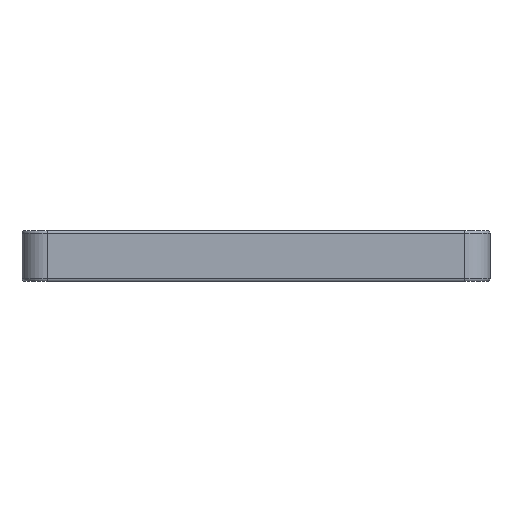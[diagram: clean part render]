
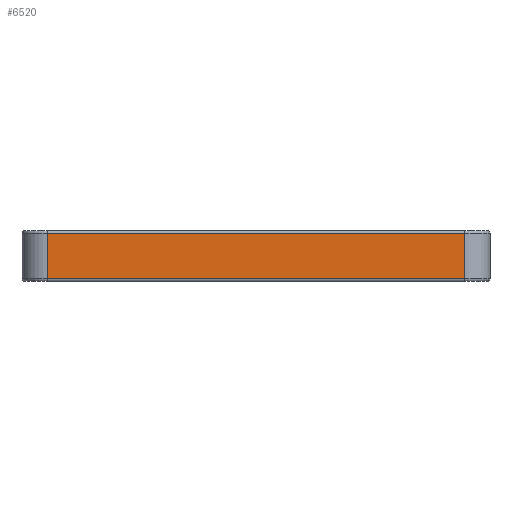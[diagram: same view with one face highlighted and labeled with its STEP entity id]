
A CAD part, front view. The second image highlights one B-rep face of the part: STEP entity #6520.
In plain terms, the highlighted planar face has unit normal (0, -1, 0).
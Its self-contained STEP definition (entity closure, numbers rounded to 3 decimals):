
#412 = LINE ( 'NONE', #9401, #5056 ) ;
#498 = VERTEX_POINT ( 'NONE', #5215 ) ;
#952 = DIRECTION ( 'NONE',  ( 0., 0., 1. ) ) ;
#1396 = ORIENTED_EDGE ( 'NONE', *, *, #8389, .T. ) ;
#1838 = VERTEX_POINT ( 'NONE', #8317 ) ;
#1941 = VERTEX_POINT ( 'NONE', #3332 ) ;
#2401 = DIRECTION ( 'NONE',  ( 0., 1., 0. ) ) ;
#2416 = LINE ( 'NONE', #6454, #5886 ) ;
#2771 = CARTESIAN_POINT ( 'NONE',  ( 41., -58.5, 0.5 ) ) ;
#3081 = ORIENTED_EDGE ( 'NONE', *, *, #3916, .T. ) ;
#3224 = DIRECTION ( 'NONE',  ( 0., 0., 1. ) ) ;
#3233 = CARTESIAN_POINT ( 'NONE',  ( 41., -58.5, 10. ) ) ;
#3300 = ORIENTED_EDGE ( 'NONE', *, *, #3507, .T. ) ;
#3332 = CARTESIAN_POINT ( 'NONE',  ( 41., -58.5, 9.5 ) ) ;
#3489 = DIRECTION ( 'NONE',  ( -1., 0., 0. ) ) ;
#3491 = CARTESIAN_POINT ( 'NONE',  ( 41., -58.5, 0.5 ) ) ;
#3507 = EDGE_CURVE ( 'NONE', #7988, #1941, #4569, .T. ) ;
#3916 = EDGE_CURVE ( 'NONE', #1838, #7988, #4804, .T. ) ;
#4508 = FACE_OUTER_BOUND ( 'NONE', #9252, .T. ) ;
#4569 = LINE ( 'NONE', #3233, #7245 ) ;
#4804 = LINE ( 'NONE', #3491, #9060 ) ;
#4805 = EDGE_CURVE ( 'NONE', #498, #1838, #2416, .T. ) ;
#5056 = VECTOR ( 'NONE', #3489, 1000. ) ;
#5215 = CARTESIAN_POINT ( 'NONE',  ( -41., -58.5, 9.5 ) ) ;
#5886 = VECTOR ( 'NONE', #8650, 1000. ) ;
#6454 = CARTESIAN_POINT ( 'NONE',  ( -41., -58.5, 10. ) ) ;
#6520 = ADVANCED_FACE ( 'NONE', ( #4508 ), #8276, .F. ) ;
#7245 = VECTOR ( 'NONE', #952, 1000. ) ;
#7465 = AXIS2_PLACEMENT_3D ( 'NONE', #7627, #2401, #3224 ) ;
#7627 = CARTESIAN_POINT ( 'NONE',  ( -46., -58.5, 10. ) ) ;
#7988 = VERTEX_POINT ( 'NONE', #2771 ) ;
#8276 = PLANE ( 'NONE',  #7465 ) ;
#8296 = ORIENTED_EDGE ( 'NONE', *, *, #4805, .T. ) ;
#8317 = CARTESIAN_POINT ( 'NONE',  ( -41., -58.5, 0.5 ) ) ;
#8389 = EDGE_CURVE ( 'NONE', #1941, #498, #412, .T. ) ;
#8650 = DIRECTION ( 'NONE',  ( 0., 0., -1. ) ) ;
#9060 = VECTOR ( 'NONE', #9440, 1000. ) ;
#9252 = EDGE_LOOP ( 'NONE', ( #8296, #3081, #3300, #1396 ) ) ;
#9401 = CARTESIAN_POINT ( 'NONE',  ( -46., -58.5, 9.5 ) ) ;
#9440 = DIRECTION ( 'NONE',  ( 1., 0., 0. ) ) ;
